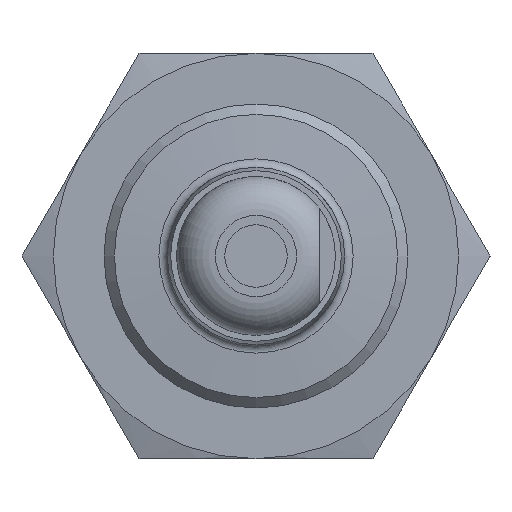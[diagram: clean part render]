
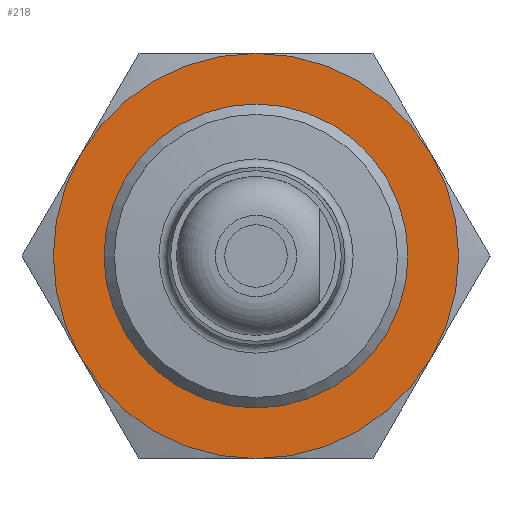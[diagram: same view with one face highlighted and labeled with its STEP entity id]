
A CAD part, left-side view. The second image highlights one B-rep face of the part: STEP entity #218.
In plain terms, the highlighted planar face has unit normal (-1, 0, 0).
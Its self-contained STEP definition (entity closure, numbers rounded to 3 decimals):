
#218 = ADVANCED_FACE( '', ( #332, #333 ), #334, .F. );
#332 = FACE_OUTER_BOUND( '', #458, .T. );
#333 = FACE_BOUND( '', #459, .T. );
#334 = PLANE( '', #460 );
#458 = EDGE_LOOP( '', ( #693, #694, #695, #696, #697, #698 ) );
#459 = EDGE_LOOP( '', ( #699 ) );
#460 = AXIS2_PLACEMENT_3D( '', #700, #701, #702 );
#693 = ORIENTED_EDGE( '', *, *, #837, .F. );
#694 = ORIENTED_EDGE( '', *, *, #838, .F. );
#695 = ORIENTED_EDGE( '', *, *, #839, .F. );
#696 = ORIENTED_EDGE( '', *, *, #835, .F. );
#697 = ORIENTED_EDGE( '', *, *, #833, .F. );
#698 = ORIENTED_EDGE( '', *, *, #834, .F. );
#699 = ORIENTED_EDGE( '', *, *, #825, .T. );
#700 = CARTESIAN_POINT( '', ( 0., 0., 0. ) );
#701 = DIRECTION( '', ( 1., 0., 0. ) );
#702 = DIRECTION( '', ( 0., 0., -1. ) );
#825 = EDGE_CURVE( '', #942, #942, #943, .T. );
#833 = EDGE_CURVE( '', #915, #933, #954, .T. );
#834 = EDGE_CURVE( '', #924, #915, #955, .T. );
#835 = EDGE_CURVE( '', #933, #956, #957, .T. );
#837 = EDGE_CURVE( '', #959, #924, #960, .T. );
#838 = EDGE_CURVE( '', #961, #959, #962, .T. );
#839 = EDGE_CURVE( '', #956, #961, #963, .T. );
#915 = VERTEX_POINT( '', #1509 );
#924 = VERTEX_POINT( '', #1539 );
#933 = VERTEX_POINT( '', #1569 );
#942 = VERTEX_POINT( '', #1588 );
#943 = CIRCLE( '', #1589, 9. );
#954 = CIRCLE( '', #1605, 12. );
#955 = CIRCLE( '', #1606, 12. );
#956 = VERTEX_POINT( '', #1607 );
#957 = CIRCLE( '', #1608, 12. );
#959 = VERTEX_POINT( '', #1615 );
#960 = CIRCLE( '', #1616, 12. );
#961 = VERTEX_POINT( '', #1617 );
#962 = CIRCLE( '', #1618, 12. );
#963 = CIRCLE( '', #1619, 12. );
#1509 = CARTESIAN_POINT( '', ( 0., 0., 12. ) );
#1539 = CARTESIAN_POINT( '', ( 0., 10.392, 6. ) );
#1569 = CARTESIAN_POINT( '', ( 0., -10.392, 6. ) );
#1588 = CARTESIAN_POINT( '', ( 0., 0., -9. ) );
#1589 = AXIS2_PLACEMENT_3D( '', #1752, #1753, #1754 );
#1605 = AXIS2_PLACEMENT_3D( '', #1773, #1774, #1775 );
#1606 = AXIS2_PLACEMENT_3D( '', #1776, #1777, #1778 );
#1607 = CARTESIAN_POINT( '', ( 0., -10.392, -6. ) );
#1608 = AXIS2_PLACEMENT_3D( '', #1779, #1780, #1781 );
#1615 = CARTESIAN_POINT( '', ( 0., 10.392, -6. ) );
#1616 = AXIS2_PLACEMENT_3D( '', #1782, #1783, #1784 );
#1617 = CARTESIAN_POINT( '', ( 0., 0., -12. ) );
#1618 = AXIS2_PLACEMENT_3D( '', #1785, #1786, #1787 );
#1619 = AXIS2_PLACEMENT_3D( '', #1788, #1789, #1790 );
#1752 = CARTESIAN_POINT( '', ( 0., 0., 0. ) );
#1753 = DIRECTION( '', ( 1., 0., 0. ) );
#1754 = DIRECTION( '', ( 0., 0., -1. ) );
#1773 = CARTESIAN_POINT( '', ( 0., 0., 0. ) );
#1774 = DIRECTION( '', ( 1., 0., 0. ) );
#1775 = DIRECTION( '', ( 0., 0., -1. ) );
#1776 = CARTESIAN_POINT( '', ( 0., 0., 0. ) );
#1777 = DIRECTION( '', ( 1., 0., 0. ) );
#1778 = DIRECTION( '', ( 0., 0., -1. ) );
#1779 = CARTESIAN_POINT( '', ( 0., 0., 0. ) );
#1780 = DIRECTION( '', ( 1., 0., 0. ) );
#1781 = DIRECTION( '', ( 0., 0., -1. ) );
#1782 = CARTESIAN_POINT( '', ( 0., 0., 0. ) );
#1783 = DIRECTION( '', ( 1., 0., 0. ) );
#1784 = DIRECTION( '', ( 0., 0., -1. ) );
#1785 = CARTESIAN_POINT( '', ( 0., 0., 0. ) );
#1786 = DIRECTION( '', ( 1., 0., 0. ) );
#1787 = DIRECTION( '', ( 0., 0., -1. ) );
#1788 = CARTESIAN_POINT( '', ( 0., 0., 0. ) );
#1789 = DIRECTION( '', ( 1., 0., 0. ) );
#1790 = DIRECTION( '', ( 0., 0., -1. ) );
